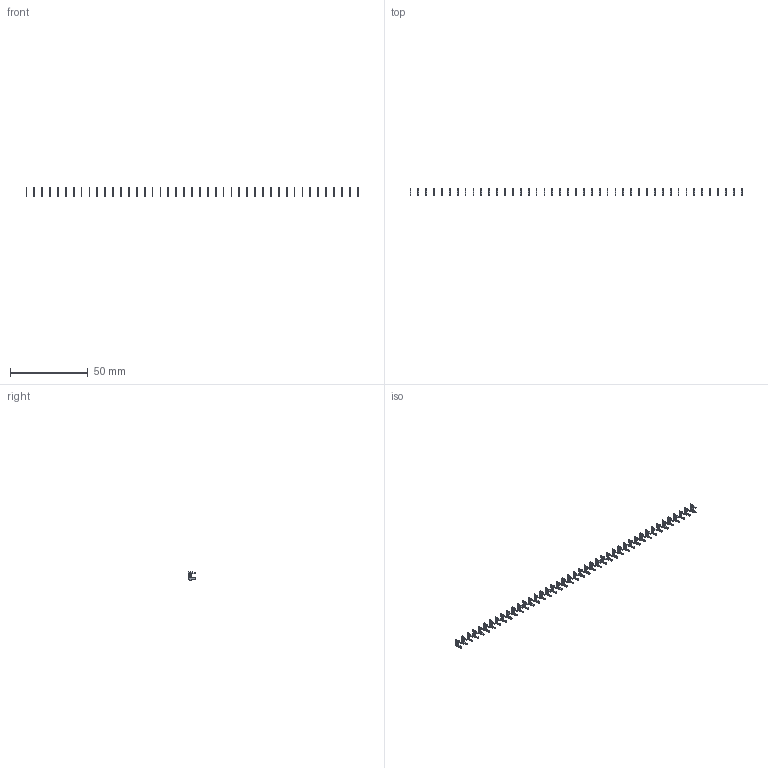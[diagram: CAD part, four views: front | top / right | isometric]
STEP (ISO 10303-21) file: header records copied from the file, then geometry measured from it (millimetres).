
FILE_DESCRIPTION (( 'STEP AP203' ), '1' );
FILE_NAME ('105-043-208-200.STEP', '2020-04-08T00:06:39', ( '' ), ( '' ), 'SwSTEP 2.0', 'SolidWorks 2016', '' );
FILE_SCHEMA (( 'CONFIG_CONTROL_DESIGN' ));
Length unit declared in the file: inch
Products named in the file (2): 100-290-001_100-290-208; 105-043-208-200
Assembly tree (43 placements, depth 2):
  105-043-208-200
    100-290-001_100-290-208  x43
Bounding box: 213.87 x 4.83 x 5.17 mm (x, y, z)
Volume: 295.9 mm3; surface area: 1827.3 mm2
Topology: 43 solids, 43 shells, 1075 faces, 2967 edges, 1978 vertices
Faces by surface type: plane 946, cylinder 129
Entity records: 2333 total; most frequent: DIRECTION 217, CARTESIAN_POINT 186, ORIENTED_EDGE 138, COORDINATED_UNIVERSAL_TIME_OFFSET 96, LOCAL_TIME 96, DATE_AND_TIME 96, CALENDAR_DATE 96, AXIS2_PLACEMENT_3D 77
